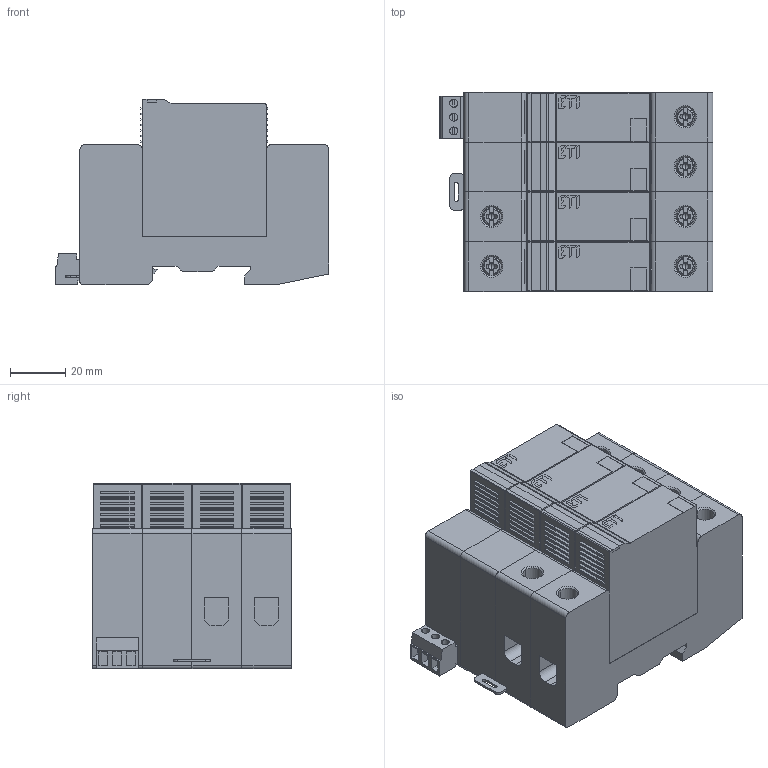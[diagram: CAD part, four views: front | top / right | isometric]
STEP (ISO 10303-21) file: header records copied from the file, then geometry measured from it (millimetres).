
FILE_DESCRIPTION((''),'2;1');
FILE_NAME('ETITEC_V_T2_4_0_RC_ASM','2025-03-24T12:56:26',('klemen.sitar'),('Audax d.o.o.'),'CREO PARAMETRIC BY PTC INC, 2021304','CREO PARAMETRIC BY PTC INC, 2021304','');
FILE_SCHEMA(('AP242_MANAGED_MODEL_BASED_3D_ENGINEERING_MIM_LF { 1 0 10303 442 1 1 4 }'));
Products named in the file (113): ETITEC_V_T12_28012_5_2_0_1___21; 2_0_ORIGINAL_ASM_1_1_ASM_1_1_62_ASM; PRT0015_1_1_1_1_1_1_1_1_1_2_3_1; ASM0017_ASM_1_1_ASM_1_1_ASM___1_ASM; ASM0018_ASM_1_1_ASM_1_ASM_1_1_6_ASM; ETITEC_V_T12_28012_5_2_0_1___22; 2_0_ORIGINAL_ASM_1_1_ASM_1_1_63_ASM; PRT0014_1_1_2_1_1_1_1_1_1_1_2_1; PRT0015_1_1_2_1_1_1_1_1_1_1_2_1; ASM0017_ASM_1_1_2_ASM_1_1_AS_10_ASM; ASM0019_ASM_1_1_ASM_1_ASM_1_1_6_ASM; ASM0014_ASM_1_1_ASM_1_ASM_1_1_6_ASM; ETITEC_V_T12_28012_5_2_0_1___23; 2_0_ORIGINAL_ASM_1_1_ASM_1_1_64_ASM; PRT0014_1_1_1_1_2_1_1_1_1_1_2_1; PRT0015_1_1_1_1_2_1_1_1_1_1_2_1; ASM0017_ASM_1_1_ASM_1_1_2_AS_10_ASM; ASM0018_ASM_1_1_2_ASM_1_ASM_1_8_ASM; ASM0014_ASM_1_1_2_ASM_1_ASM_1_8_ASM; ASM0025_ASM_1_ASM_1_1_ASM_1_1_1_ASM; ASM0022_ASM_1_ASM_1_1_ASM_1_1_1_ASM; ETITEC_V_T12_3_0_ASM_1_1_ASM__3_ASM; ETITEC_V_T12_28012_5_2_0_1___24; 2_0_ORIGINAL_ASM_1_1_ASM_1_1_65_ASM; PRT0015_1_1_1_1_1_1_1_1_1_1_2_1; ASM0017_ASM_1_1_ASM_1_1_ASM___2_ASM; ASM0018_ASM_1_1_ASM_1_ASM_1_A_4_ASM; ASM0014_ASM_1_1_ASM_1_ASM_1_A_4_ASM; ASM0022_ASM_1_ASM_1_ASM_1_ASM_4_ASM; ETITEC_V_T12_3_0_ASM_1_ASM_1__3_ASM; ASM0028_ASM_1_ASM_1_1_2_ASM_1_A_ASM; 2_0_ONE_POLE_SCREW_ONLY_TOP_A_3_ASM; PRT0016_1_1_2_3_4_1_1_1; PRT0016_1_1_2_3_4_2_1_1; PRT0016_1_1_2_3_4_3_1_1; PRT0016_1_1_2_3_4_ASM_1_ASM_1_ASM; ASM0029_ASM_1_1_2_ASM_1_ASM_1_ASM; ETITEC_V_T12_28012_5_2_0_1____1; 2_0_ORIGINAL_ASM_1_ASM_1_ASM_83_ASM; 2_0_ONLY_ONE_POLE_ASM_1_ASM__74_ASM ...
Assembly tree (112 placements, depth 13):
  ETITEC_V_T2_4_0_RC_ASM
    ETITEC_V_T2_3_1_ASM_1_ASM_1_ASM
      ASM0029_ASM_1_1_2_ASM_1_ASM_1_ASM
        ETITEC_V_T12_3_0_ASM_1_1_ASM__3_ASM
          ASM0022_ASM_1_ASM_1_1_ASM_1_1_1_ASM
            ASM0014_ASM_1_1_ASM_1_ASM_1_1_6_ASM
              ASM0018_ASM_1_1_ASM_1_ASM_1_1_6_ASM
                ASM0017_ASM_1_1_ASM_1_1_ASM___1_ASM
                  2_0_ORIGINAL_ASM_1_1_ASM_1_1_62_ASM
                  PRT0015_1_1_1_1_1_1_1_1_1_2_3_1
              ASM0019_ASM_1_1_ASM_1_ASM_1_1_6_ASM
                ASM0017_ASM_1_1_2_ASM_1_1_AS_10_ASM
                  2_0_ORIGINAL_ASM_1_1_ASM_1_1_63_ASM
                  PRT0014_1_1_2_1_1_1_1_1_1_1_2_1
                  PRT0015_1_1_2_1_1_1_1_1_1_1_2_1
            ASM0025_ASM_1_ASM_1_1_ASM_1_1_1_ASM
              ASM0014_ASM_1_1_2_ASM_1_ASM_1_8_ASM
                ASM0018_ASM_1_1_2_ASM_1_ASM_1_8_ASM
                  ASM0017_ASM_1_1_ASM_1_1_2_AS_10_ASM
        2_0_ONE_POLE_SCREW_ONLY_TOP_A_3_ASM
          ASM0028_ASM_1_ASM_1_1_2_ASM_1_A_ASM
            ETITEC_V_T12_3_0_ASM_1_ASM_1__3_ASM
              ASM0022_ASM_1_ASM_1_ASM_1_ASM_4_ASM
                ASM0014_ASM_1_1_ASM_1_ASM_1_A_4_ASM
                  ASM0018_ASM_1_1_ASM_1_ASM_1_A_4_ASM
        PRT0016_1_1_2_3_4_ASM_1_ASM_1_ASM
          PRT0016_1_1_2_3_4_1_1_1
          PRT0016_1_1_2_3_4_2_1_1
          PRT0016_1_1_2_3_4_3_1_1
      ASM0075_ASM_1_ASM_1_ASM
        ASM0062_ASM_1_1_2_3_4_5_6_7_8_A_ASM
          ASM0050_ASM_1_1_2_3_ASM_1_1_2_1_ASM
            ETITEC_V_T2_2_0_ASM_1_ASM_1___1_ASM
              ASM0026_ASM_1_1_2_ASM_1_ASM___1_ASM
                ASM0014_ASM_1_1_2_3_ASM_1_1___1_ASM
                  ASM0020_ASM_1_1_2_3_ASM_1_1___1_ASM
      ASM0076_ASM_1_ASM_1_ASM
        ASM0062_ASM_1_1_2_3_4_5_6_7_8_1_ASM
          ASM0050_ASM_1_1_2_3_ASM_1_1_2_2_ASM
            ETITEC_V_T2_2_0_ASM_1_ASM_1___2_ASM
              ASM0026_ASM_1_1_2_ASM_1_ASM___2_ASM
                ASM0014_ASM_1_1_2_3_ASM_1_1___2_ASM
                  ASM0020_ASM_1_1_2_3_ASM_1_1___2_ASM
      ASM0077_ASM_1_ASM_1_ASM
        ASM0062_ASM_1_1_2_3_4_5_6_7___1_ASM
          ASM0050_ASM_1_1_2_3_ASM_1_1___1_ASM
            ETITEC_V_T2_2_0_ASM_1_ASM_1___3_ASM
              ASM0026_ASM_1_1_2_ASM_1_ASM___3_ASM
                ASM0014_ASM_1_1_2_3_ASM_1_1___3_ASM
                  ASM0020_ASM_1_1_2_3_ASM_1_1___3_ASM
    ASM0081_ASM_1_ASM
      ASM0033_ASM_1_1_2_3_4_5_6_ASM_1_ASM
        RC_1_1_1_1_2_3_4_5_6_1
        RC_SCREW_1_1_2_3_4_5_6_1
        PRT0017_1_1_2_3_4_5_6_1
        PRT0018_1_1_2_3_4_5_6_1
    ASM0082_ASM_1_ASM
      ASM0062_ASM_1_1_2_3_4_5_6_7__12_ASM
        ASM0050_ASM_1_1_2_3_ASM_1_1__12_ASM
          ETITEC_V_T2_2_0_ASM_1_ASM_1__17_ASM
Bounding box: 99 x 72 x 66.9 mm (x, y, z)
Volume: 344592.6 mm3; surface area: 89646.6 mm2
Topology: 37 solids, 37 shells, 1198 faces, 3128 edges, 2082 vertices
Faces by surface type: plane 826, cylinder 260, cone 60, bspline 24, torus 16, sphere 12
Entity records: 66849 total; most frequent: PRESENTATION_LAYER_ASSIGNMENT 10927, CARTESIAN_POINT 9493, DIRECTION 6672, ORIENTED_EDGE 6232, PRESENTATION_STYLE_ASSIGNMENT 3393, STYLED_ITEM 3177, CURVE_STYLE 3116, EDGE_CURVE 3116
